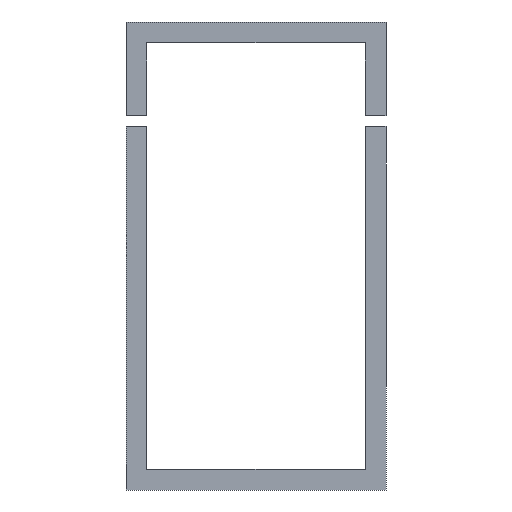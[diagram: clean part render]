
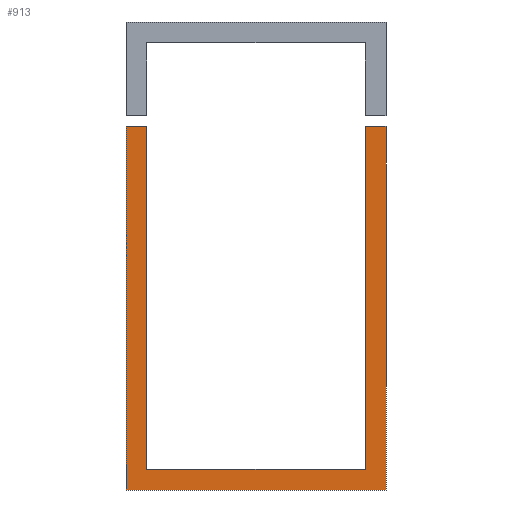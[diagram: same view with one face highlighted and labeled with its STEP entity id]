
A CAD part, front view. The second image highlights one B-rep face of the part: STEP entity #913.
In plain terms, the highlighted planar face has unit normal (0, -1, 0).
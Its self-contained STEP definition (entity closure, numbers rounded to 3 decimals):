
#624 = VERTEX_POINT('',#625);
#625 = CARTESIAN_POINT('',(-12.5,-9.,-17.5));
#633 = VERTEX_POINT('',#634);
#634 = CARTESIAN_POINT('',(12.5,-9.,-17.5));
#640 = EDGE_CURVE('',#624,#633,#641,.T.);
#641 = LINE('',#642,#643);
#642 = CARTESIAN_POINT('',(-12.5,-9.,-17.5));
#643 = VECTOR('',#644,1.);
#644 = DIRECTION('',(1.,0.,0.));
#888 = VERTEX_POINT('',#889);
#889 = CARTESIAN_POINT('',(12.5,-9.,17.5));
#895 = EDGE_CURVE('',#888,#896,#898,.T.);
#896 = VERTEX_POINT('',#897);
#897 = CARTESIAN_POINT('',(10.5,-9.,17.5));
#898 = LINE('',#899,#900);
#899 = CARTESIAN_POINT('',(12.5,-9.,17.5));
#900 = VECTOR('',#901,1.);
#901 = DIRECTION('',(-1.,0.,0.));
#913 = ADVANCED_FACE('',(#914),#962,.F.);
#914 = FACE_BOUND('',#915,.T.);
#915 = EDGE_LOOP('',(#916,#917,#923,#924,#932,#940,#948,#956));
#916 = ORIENTED_EDGE('',*,*,#640,.T.);
#917 = ORIENTED_EDGE('',*,*,#918,.T.);
#918 = EDGE_CURVE('',#633,#888,#919,.T.);
#919 = LINE('',#920,#921);
#920 = CARTESIAN_POINT('',(12.5,-9.,-17.5));
#921 = VECTOR('',#922,1.);
#922 = DIRECTION('',(0.,0.,1.));
#923 = ORIENTED_EDGE('',*,*,#895,.T.);
#924 = ORIENTED_EDGE('',*,*,#925,.T.);
#925 = EDGE_CURVE('',#896,#926,#928,.T.);
#926 = VERTEX_POINT('',#927);
#927 = CARTESIAN_POINT('',(10.5,-9.,-15.5));
#928 = LINE('',#929,#930);
#929 = CARTESIAN_POINT('',(10.5,-9.,17.5));
#930 = VECTOR('',#931,1.);
#931 = DIRECTION('',(0.,0.,-1.));
#932 = ORIENTED_EDGE('',*,*,#933,.T.);
#933 = EDGE_CURVE('',#926,#934,#936,.T.);
#934 = VERTEX_POINT('',#935);
#935 = CARTESIAN_POINT('',(-10.5,-9.,-15.5));
#936 = LINE('',#937,#938);
#937 = CARTESIAN_POINT('',(10.5,-9.,-15.5));
#938 = VECTOR('',#939,1.);
#939 = DIRECTION('',(-1.,0.,0.));
#940 = ORIENTED_EDGE('',*,*,#941,.T.);
#941 = EDGE_CURVE('',#934,#942,#944,.T.);
#942 = VERTEX_POINT('',#943);
#943 = CARTESIAN_POINT('',(-10.5,-9.,17.5));
#944 = LINE('',#945,#946);
#945 = CARTESIAN_POINT('',(-10.5,-9.,-15.5));
#946 = VECTOR('',#947,1.);
#947 = DIRECTION('',(0.,0.,1.));
#948 = ORIENTED_EDGE('',*,*,#949,.T.);
#949 = EDGE_CURVE('',#942,#950,#952,.T.);
#950 = VERTEX_POINT('',#951);
#951 = CARTESIAN_POINT('',(-12.5,-9.,17.5));
#952 = LINE('',#953,#954);
#953 = CARTESIAN_POINT('',(-10.5,-9.,17.5));
#954 = VECTOR('',#955,1.);
#955 = DIRECTION('',(-1.,0.,0.));
#956 = ORIENTED_EDGE('',*,*,#957,.T.);
#957 = EDGE_CURVE('',#950,#624,#958,.T.);
#958 = LINE('',#959,#960);
#959 = CARTESIAN_POINT('',(-12.5,-9.,17.5));
#960 = VECTOR('',#961,1.);
#961 = DIRECTION('',(0.,0.,-1.));
#962 = PLANE('',#963);
#963 = AXIS2_PLACEMENT_3D('',#964,#965,#966);
#964 = CARTESIAN_POINT('',(0.,-9.,-3.371));
#965 = DIRECTION('',(0.,1.,0.));
#966 = DIRECTION('',(0.,0.,1.));
